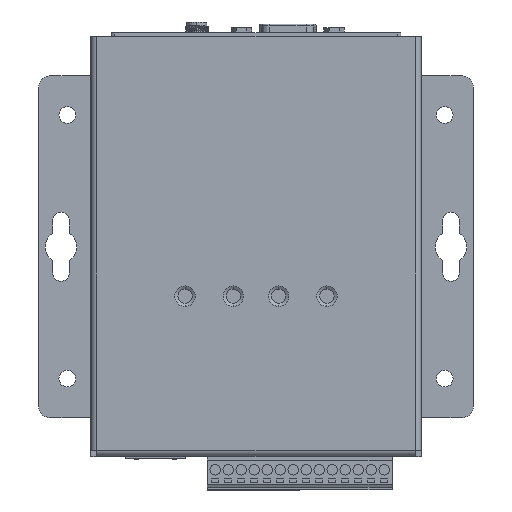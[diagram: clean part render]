
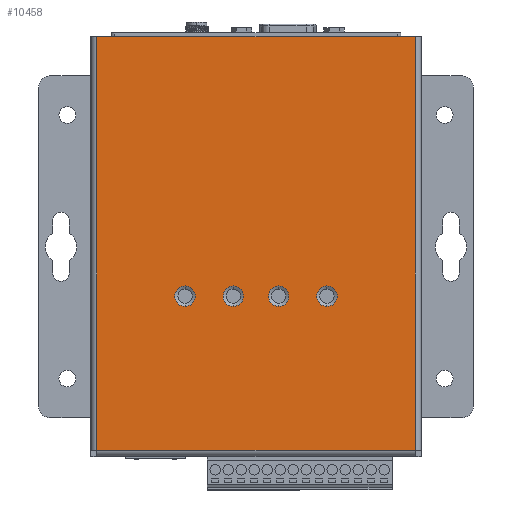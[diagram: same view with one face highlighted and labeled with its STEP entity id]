
A CAD part, top view. The second image highlights one B-rep face of the part: STEP entity #10458.
In plain terms, the highlighted face is planar.
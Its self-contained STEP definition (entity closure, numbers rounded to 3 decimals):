
#272 = AXIS2_PLACEMENT_3D ( 'NONE', #79890, #38884, #10096 ) ;
#427 = AXIS2_PLACEMENT_3D ( 'NONE', #69290, #55764, #62528 ) ;
#1685 = CARTESIAN_POINT ( 'NONE',  ( -6.1, 1.5, 13.4 ) ) ;
#2596 = DIRECTION ( 'NONE',  ( 0., -1., 0. ) ) ;
#3525 = DIRECTION ( 'NONE',  ( 0., 0., 1. ) ) ;
#4501 = VERTEX_POINT ( 'NONE', #30338 ) ;
#4577 = CIRCLE ( 'NONE', #272, 2.75 ) ;
#4699 = DIRECTION ( 'NONE',  ( 0., 0., 1. ) ) ;
#5317 = AXIS2_PLACEMENT_3D ( 'NONE', #12795, #74061, #88921 ) ;
#6781 = EDGE_CURVE ( 'NONE', #38614, #83057, #58617, .T. ) ;
#6865 = CIRCLE ( 'NONE', #57184, 2.75 ) ;
#7079 = EDGE_LOOP ( 'NONE', ( #19357, #15794 ) ) ;
#9663 = LINE ( 'NONE', #42208, #88228 ) ;
#10096 = DIRECTION ( 'NONE',  ( 0., 0., 1. ) ) ;
#10458 = ADVANCED_FACE ( 'NONE', ( #38439, #24505, #58712, #30800, #51974 ), #79454, .T. ) ;
#10476 = EDGE_CURVE ( 'NONE', #38384, #84167, #17922, .T. ) ;
#11617 = CARTESIAN_POINT ( 'NONE',  ( 19.1, 1.5, 13.4 ) ) ;
#11820 = VECTOR ( 'NONE', #50133, 1000. ) ;
#12058 = DIRECTION ( 'NONE',  ( 0., -1., 0. ) ) ;
#12514 = CIRCLE ( 'NONE', #5317, 2.75 ) ;
#12745 = ORIENTED_EDGE ( 'NONE', *, *, #10476, .T. ) ;
#12795 = CARTESIAN_POINT ( 'NONE',  ( 19.1, 1.5, 13.4 ) ) ;
#12824 = EDGE_CURVE ( 'NONE', #41715, #57373, #76680, .T. ) ;
#14248 = CARTESIAN_POINT ( 'NONE',  ( 6.1, 1.5, 16.15 ) ) ;
#15794 = ORIENTED_EDGE ( 'NONE', *, *, #58541, .T. ) ;
#15801 = VERTEX_POINT ( 'NONE', #40609 ) ;
#17734 = DIRECTION ( 'NONE',  ( 0., 1., 0. ) ) ;
#17922 = CIRCLE ( 'NONE', #55348, 2.75 ) ;
#18311 = CARTESIAN_POINT ( 'NONE',  ( -6.1, 1.5, 16.15 ) ) ;
#18967 = CIRCLE ( 'NONE', #57774, 2.75 ) ;
#19357 = ORIENTED_EDGE ( 'NONE', *, *, #72723, .T. ) ;
#19701 = VERTEX_POINT ( 'NONE', #51311 ) ;
#21725 = ORIENTED_EDGE ( 'NONE', *, *, #12824, .T. ) ;
#23589 = CARTESIAN_POINT ( 'NONE',  ( -42.9, 1.5, 54.9 ) ) ;
#24505 = FACE_BOUND ( 'NONE', #70745, .T. ) ;
#24805 = ORIENTED_EDGE ( 'NONE', *, *, #88381, .T. ) ;
#24946 = DIRECTION ( 'NONE',  ( 0., 0., 1. ) ) ;
#25394 = DIRECTION ( 'NONE',  ( 0., 0., 1. ) ) ;
#29155 = DIRECTION ( 'NONE',  ( 0., -1., 0. ) ) ;
#29926 = DIRECTION ( 'NONE',  ( 1., 0., 0. ) ) ;
#30338 = CARTESIAN_POINT ( 'NONE',  ( -42.9, 1.5, -56.5 ) ) ;
#30519 = DIRECTION ( 'NONE',  ( 0., 0., 1. ) ) ;
#30800 = FACE_BOUND ( 'NONE', #7079, .T. ) ;
#31128 = CARTESIAN_POINT ( 'NONE',  ( 6.1, 1.5, 10.65 ) ) ;
#31630 = EDGE_LOOP ( 'NONE', ( #24805, #88696, #69829, #74381 ) ) ;
#32038 = DIRECTION ( 'NONE',  ( 0., 0., -1. ) ) ;
#33845 = CARTESIAN_POINT ( 'NONE',  ( -19.1, 1.5, 10.65 ) ) ;
#33946 = VECTOR ( 'NONE', #32038, 1000. ) ;
#36823 = DIRECTION ( 'NONE',  ( 0., 0., 1. ) ) ;
#37041 = ORIENTED_EDGE ( 'NONE', *, *, #57947, .T. ) ;
#38384 = VERTEX_POINT ( 'NONE', #31128 ) ;
#38439 = FACE_BOUND ( 'NONE', #51257, .T. ) ;
#38614 = VERTEX_POINT ( 'NONE', #40873 ) ;
#38884 = DIRECTION ( 'NONE',  ( 0., -1., 0. ) ) ;
#40609 = CARTESIAN_POINT ( 'NONE',  ( 42.9, 1.5, 54.9 ) ) ;
#40873 = CARTESIAN_POINT ( 'NONE',  ( 19.1, 1.5, 10.65 ) ) ;
#41522 = EDGE_LOOP ( 'NONE', ( #57119, #21725 ) ) ;
#41715 = VERTEX_POINT ( 'NONE', #67629 ) ;
#42208 = CARTESIAN_POINT ( 'NONE',  ( -42.9, 1.5, 54.9 ) ) ;
#44326 = DIRECTION ( 'NONE',  ( 0., -1., 0. ) ) ;
#44746 = ORIENTED_EDGE ( 'NONE', *, *, #6781, .T. ) ;
#50133 = DIRECTION ( 'NONE',  ( -1., 0., 0. ) ) ;
#50682 = EDGE_CURVE ( 'NONE', #84167, #38384, #18967, .T. ) ;
#50935 = ORIENTED_EDGE ( 'NONE', *, *, #50682, .T. ) ;
#50993 = CARTESIAN_POINT ( 'NONE',  ( 19.1, 1.5, 16.15 ) ) ;
#51215 = CIRCLE ( 'NONE', #56993, 2.75 ) ;
#51257 = EDGE_LOOP ( 'NONE', ( #37041, #44746 ) ) ;
#51311 = CARTESIAN_POINT ( 'NONE',  ( -19.1, 1.5, 16.15 ) ) ;
#51974 = FACE_OUTER_BOUND ( 'NONE', #31630, .T. ) ;
#53536 = VECTOR ( 'NONE', #30519, 1000. ) ;
#54944 = VERTEX_POINT ( 'NONE', #23589 ) ;
#55348 = AXIS2_PLACEMENT_3D ( 'NONE', #66376, #86665, #24946 ) ;
#55764 = DIRECTION ( 'NONE',  ( 0., -1., 0. ) ) ;
#56666 = EDGE_CURVE ( 'NONE', #15801, #72719, #79356, .T. ) ;
#56993 = AXIS2_PLACEMENT_3D ( 'NONE', #1685, #29155, #84123 ) ;
#57119 = ORIENTED_EDGE ( 'NONE', *, *, #57243, .T. ) ;
#57184 = AXIS2_PLACEMENT_3D ( 'NONE', #63403, #2596, #36823 ) ;
#57243 = EDGE_CURVE ( 'NONE', #57373, #41715, #51215, .T. ) ;
#57373 = VERTEX_POINT ( 'NONE', #18311 ) ;
#57774 = AXIS2_PLACEMENT_3D ( 'NONE', #78589, #44326, #4699 ) ;
#57947 = EDGE_CURVE ( 'NONE', #83057, #38614, #12514, .T. ) ;
#58541 = EDGE_CURVE ( 'NONE', #59041, #19701, #6865, .T. ) ;
#58617 = CIRCLE ( 'NONE', #60031, 2.75 ) ;
#58712 = FACE_BOUND ( 'NONE', #41522, .T. ) ;
#59041 = VERTEX_POINT ( 'NONE', #33845 ) ;
#59158 = CARTESIAN_POINT ( 'NONE',  ( 42.9, 1.5, -56.5 ) ) ;
#60031 = AXIS2_PLACEMENT_3D ( 'NONE', #11617, #12058, #3525 ) ;
#62528 = DIRECTION ( 'NONE',  ( 0., 0., 1. ) ) ;
#63403 = CARTESIAN_POINT ( 'NONE',  ( -19.1, 1.5, 13.4 ) ) ;
#66376 = CARTESIAN_POINT ( 'NONE',  ( 6.1, 1.5, 13.4 ) ) ;
#67168 = CARTESIAN_POINT ( 'NONE',  ( 42.9, 1.5, 56.5 ) ) ;
#67629 = CARTESIAN_POINT ( 'NONE',  ( -6.1, 1.5, 10.65 ) ) ;
#69290 = CARTESIAN_POINT ( 'NONE',  ( -6.1, 1.5, 13.4 ) ) ;
#69829 = ORIENTED_EDGE ( 'NONE', *, *, #56666, .T. ) ;
#70416 = LINE ( 'NONE', #77189, #11820 ) ;
#70745 = EDGE_LOOP ( 'NONE', ( #50935, #12745 ) ) ;
#72411 = LINE ( 'NONE', #85048, #53536 ) ;
#72719 = VERTEX_POINT ( 'NONE', #59158 ) ;
#72723 = EDGE_CURVE ( 'NONE', #19701, #59041, #4577, .T. ) ;
#73892 = EDGE_CURVE ( 'NONE', #54944, #15801, #9663, .T. ) ;
#74005 = AXIS2_PLACEMENT_3D ( 'NONE', #87558, #17734, #25394 ) ;
#74061 = DIRECTION ( 'NONE',  ( 0., -1., 0. ) ) ;
#74381 = ORIENTED_EDGE ( 'NONE', *, *, #88719, .T. ) ;
#76680 = CIRCLE ( 'NONE', #427, 2.75 ) ;
#77189 = CARTESIAN_POINT ( 'NONE',  ( -44.5, 1.5, -56.5 ) ) ;
#78589 = CARTESIAN_POINT ( 'NONE',  ( 6.1, 1.5, 13.4 ) ) ;
#79356 = LINE ( 'NONE', #67168, #33946 ) ;
#79454 = PLANE ( 'NONE',  #74005 ) ;
#79890 = CARTESIAN_POINT ( 'NONE',  ( -19.1, 1.5, 13.4 ) ) ;
#83057 = VERTEX_POINT ( 'NONE', #50993 ) ;
#84123 = DIRECTION ( 'NONE',  ( 0., 0., 1. ) ) ;
#84167 = VERTEX_POINT ( 'NONE', #14248 ) ;
#85048 = CARTESIAN_POINT ( 'NONE',  ( -42.9, 1.5, -56.5 ) ) ;
#86665 = DIRECTION ( 'NONE',  ( 0., -1., 0. ) ) ;
#87558 = CARTESIAN_POINT ( 'NONE',  ( -44.5, 1.5, 56.5 ) ) ;
#88228 = VECTOR ( 'NONE', #29926, 1000. ) ;
#88381 = EDGE_CURVE ( 'NONE', #4501, #54944, #72411, .T. ) ;
#88696 = ORIENTED_EDGE ( 'NONE', *, *, #73892, .T. ) ;
#88719 = EDGE_CURVE ( 'NONE', #72719, #4501, #70416, .T. ) ;
#88921 = DIRECTION ( 'NONE',  ( 0., 0., 1. ) ) ;
